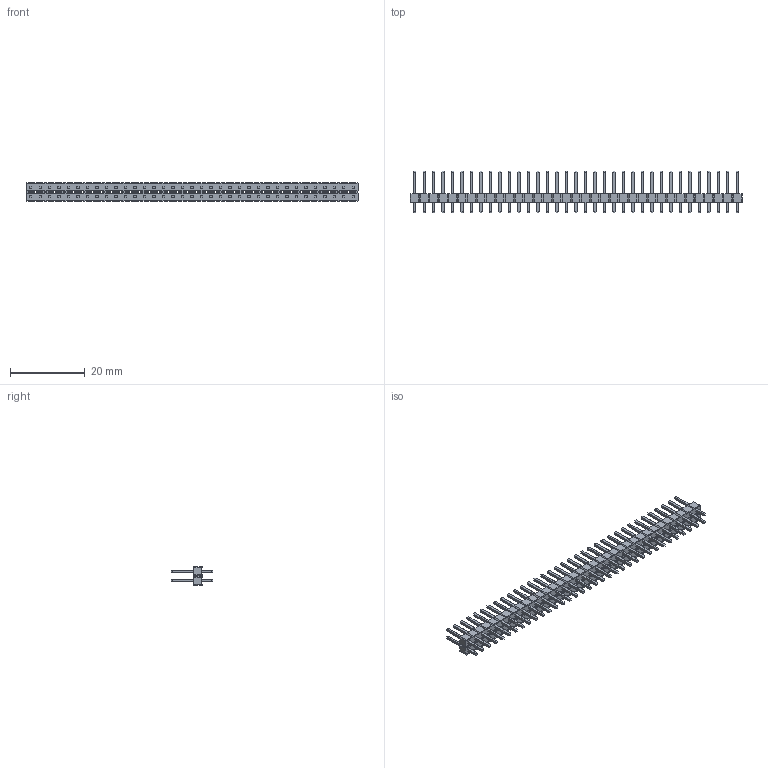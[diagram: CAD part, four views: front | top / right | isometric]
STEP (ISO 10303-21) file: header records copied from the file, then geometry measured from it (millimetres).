
FILE_DESCRIPTION(/* description */ (''),/* implementation_level */ '2;1');
FILE_NAME(/* name */ '35x2-2.54-male-header.step',/* time_stamp */ '2020-09-19T01:26:39-07:00',/* author */ (''),/* organization */ (''),/* preprocessor_version */ 'ST-DEVELOPER v18.1',/* originating_system */ 'Autodesk Translation Framework v9.3.0.1241',/* authorisation */ '');
FILE_SCHEMA (('AUTOMOTIVE_DESIGN { 1 0 10303 214 3 1 1 }'));
Length unit declared in the file: millimetre
Products named in the file (1): 35x2
Bounding box: 88.9 x 11.1 x 4.94 mm (x, y, z)
Volume: 1155.9 mm3; surface area: 3406.7 mm2
Topology: 2 solids, 2 shells, 1968 faces, 4632 edges, 2672 vertices
Faces by surface type: plane 1968
Entity records: 55825 total; most frequent: CARTESIAN_POINT 9273, ORIENTED_EDGE 9264, DIRECTION 8570, LINE 4632, VECTOR 4632, EDGE_CURVE 4632, VERTEX_POINT 2672, EDGE_LOOP 2108
